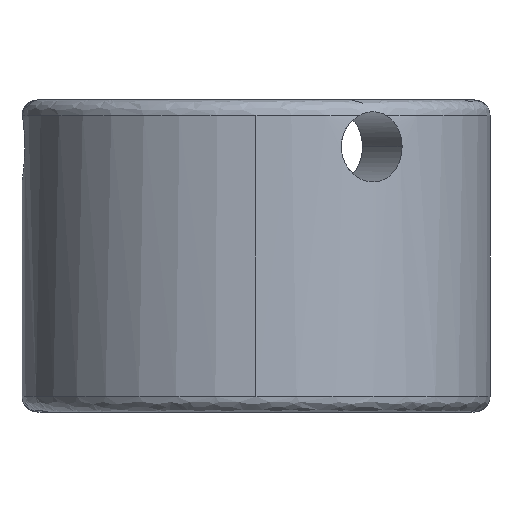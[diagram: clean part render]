
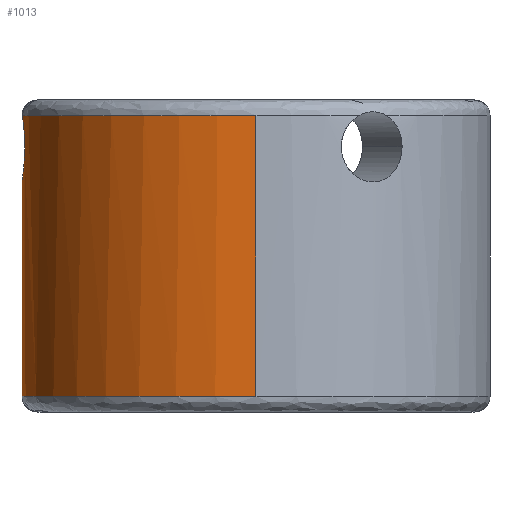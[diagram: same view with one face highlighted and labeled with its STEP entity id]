
A CAD part, left-side view. The second image highlights one B-rep face of the part: STEP entity #1013.
In plain terms, the highlighted cylindrical face has radius 15 mm (diameter 30 mm), a partial arc.
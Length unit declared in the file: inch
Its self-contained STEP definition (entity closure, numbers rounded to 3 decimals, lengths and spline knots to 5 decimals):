
#5 = CARTESIAN_POINT ( 'NONE',  ( 0., 0.59055, 0.03937 ) ) ;
#7 = CARTESIAN_POINT ( 'NONE',  ( -0.07047, 0.58634, -0.1721 ) ) ;
#62 = CARTESIAN_POINT ( 'NONE',  ( -0.08858, 0.58387, -0.11811 ) ) ;
#65 = CARTESIAN_POINT ( 'NONE',  ( -0.06623, 0.58686, -0.05873 ) ) ;
#70 = VECTOR ( 'NONE', #821, 39.37008 ) ;
#90 = CARTESIAN_POINT ( 'NONE',  ( -0.07689, 0.58553, -0.16248 ) ) ;
#94 = DIRECTION ( 'NONE',  ( 0., 0., -1. ) ) ;
#98 = B_SPLINE_CURVE_WITH_KNOTS ( 'NONE', 3,
 ( #432, #513, #173, #65, #992, #353, #255, #424, #727, #156 ),
 .UNSPECIFIED., .F., .F.,
 ( 4, 2, 2, 2, 4 ),
 ( 0., 0.00061, 0.00123, 0.00184, 0.00245 ),
 .UNSPECIFIED. ) ;
#100 = DIRECTION ( 'NONE',  ( 0., 0., 1. ) ) ;
#153 = CIRCLE ( 'NONE', #1094, 0.59055 ) ;
#156 = CARTESIAN_POINT ( 'NONE',  ( -0.08858, 0.58387, -0.11811 ) ) ;
#173 = CARTESIAN_POINT ( 'NONE',  ( -0.0544, 0.58807, -0.04773 ) ) ;
#182 = CARTESIAN_POINT ( 'NONE',  ( -0.06673, 0.58678, -0.17665 ) ) ;
#204 = CARTESIAN_POINT ( 'NONE',  ( 0., 0.59055, -0.20669 ) ) ;
#255 = CARTESIAN_POINT ( 'NONE',  ( -0.08308, 0.58468, -0.08635 ) ) ;
#258 = CARTESIAN_POINT ( 'NONE',  ( -0.59055, 0., -0.03937 ) ) ;
#274 = B_SPLINE_CURVE_WITH_KNOTS ( 'NONE', 3,
 ( #847, #853, #1119, #1212, #649, #826, #90, #7, #182, #1046, #382, #642, #294, #204 ),
 .UNSPECIFIED., .F., .F.,
 ( 4, 2, 2, 2, 2, 2, 4 ),
 ( 0., 0.00044, 0.00088, 0.00132, 0.00176, 0.00264, 0.00352 ),
 .UNSPECIFIED. ) ;
#287 = ORIENTED_EDGE ( 'NONE', *, *, #516, .T. ) ;
#294 = CARTESIAN_POINT ( 'NONE',  ( -0.01172, 0.59055, -0.20669 ) ) ;
#313 = VERTEX_POINT ( 'NONE', #806 ) ;
#319 = ORIENTED_EDGE ( 'NONE', *, *, #1120, .T. ) ;
#353 = CARTESIAN_POINT ( 'NONE',  ( -0.07978, 0.58515, -0.07879 ) ) ;
#382 = CARTESIAN_POINT ( 'NONE',  ( -0.04465, 0.58896, -0.19548 ) ) ;
#417 = CARTESIAN_POINT ( 'NONE',  ( -0.59055, 0., -0.74803 ) ) ;
#424 = CARTESIAN_POINT ( 'NONE',  ( -0.08745, 0.58405, -0.10184 ) ) ;
#428 = LINE ( 'NONE', #914, #70 ) ;
#432 = CARTESIAN_POINT ( 'NONE',  ( -0.04058, 0.58916, -0.03937 ) ) ;
#460 = DIRECTION ( 'NONE',  ( -1., 0., 0. ) ) ;
#481 = VERTEX_POINT ( 'NONE', #1157 ) ;
#489 = DIRECTION ( 'NONE',  ( -1., 0., 0. ) ) ;
#499 = CIRCLE ( 'NONE', #797, 0.59055 ) ;
#503 = DIRECTION ( 'NONE',  ( 0., 0., -1. ) ) ;
#513 = CARTESIAN_POINT ( 'NONE',  ( -0.04783, 0.58866, -0.04311 ) ) ;
#516 = EDGE_CURVE ( 'NONE', #1005, #481, #153, .T. ) ;
#550 = VERTEX_POINT ( 'NONE', #688 ) ;
#601 = ORIENTED_EDGE ( 'NONE', *, *, #994, .F. ) ;
#607 = EDGE_CURVE ( 'NONE', #1005, #896, #428, .T. ) ;
#614 = EDGE_CURVE ( 'NONE', #481, #911, #98, .T. ) ;
#631 = FACE_OUTER_BOUND ( 'NONE', #906, .T. ) ;
#642 = CARTESIAN_POINT ( 'NONE',  ( -0.02335, 0.59019, -0.20433 ) ) ;
#649 = CARTESIAN_POINT ( 'NONE',  ( -0.08405, 0.58454, -0.14668 ) ) ;
#658 = LINE ( 'NONE', #5, #886 ) ;
#688 = CARTESIAN_POINT ( 'NONE',  ( 0., 0.59055, -0.74803 ) ) ;
#727 = CARTESIAN_POINT ( 'NONE',  ( -0.08858, 0.58387, -0.10994 ) ) ;
#739 = EDGE_CURVE ( 'NONE', #911, #313, #274, .T. ) ;
#744 = DIRECTION ( 'NONE',  ( 0., 0., 1. ) ) ;
#756 = ORIENTED_EDGE ( 'NONE', *, *, #739, .T. ) ;
#797 = AXIS2_PLACEMENT_3D ( 'NONE', #948, #100, #1016 ) ;
#806 = CARTESIAN_POINT ( 'NONE',  ( 0., 0.59055, -0.20669 ) ) ;
#821 = DIRECTION ( 'NONE',  ( 0., 0., -1. ) ) ;
#826 = CARTESIAN_POINT ( 'NONE',  ( -0.07961, 0.58517, -0.1574 ) ) ;
#847 = CARTESIAN_POINT ( 'NONE',  ( -0.08858, 0.58387, -0.11811 ) ) ;
#853 = CARTESIAN_POINT ( 'NONE',  ( -0.08858, 0.58387, -0.12397 ) ) ;
#859 = ORIENTED_EDGE ( 'NONE', *, *, #607, .F. ) ;
#870 = CARTESIAN_POINT ( 'NONE',  ( 0., 0., -0.03937 ) ) ;
#876 = ORIENTED_EDGE ( 'NONE', *, *, #614, .T. ) ;
#886 = VECTOR ( 'NONE', #744, 39.37008 ) ;
#896 = VERTEX_POINT ( 'NONE', #417 ) ;
#906 = EDGE_LOOP ( 'NONE', ( #859, #287, #876, #756, #601, #319 ) ) ;
#911 = VERTEX_POINT ( 'NONE', #62 ) ;
#914 = CARTESIAN_POINT ( 'NONE',  ( -0.59055, 0., 0.03937 ) ) ;
#922 = AXIS2_PLACEMENT_3D ( 'NONE', #943, #94, #460 ) ;
#932 = CYLINDRICAL_SURFACE ( 'NONE', #922, 0.59055 ) ;
#943 = CARTESIAN_POINT ( 'NONE',  ( 0., 0., 0.03937 ) ) ;
#948 = CARTESIAN_POINT ( 'NONE',  ( 0., 0., -0.74803 ) ) ;
#992 = CARTESIAN_POINT ( 'NONE',  ( -0.0714, 0.58623, -0.06507 ) ) ;
#994 = EDGE_CURVE ( 'NONE', #550, #313, #658, .T. ) ;
#1005 = VERTEX_POINT ( 'NONE', #258 ) ;
#1013 = ADVANCED_FACE ( 'NONE', ( #631 ), #932, .T. ) ;
#1016 = DIRECTION ( 'NONE',  ( -1., 0., 0. ) ) ;
#1046 = CARTESIAN_POINT ( 'NONE',  ( -0.05451, 0.58809, -0.18888 ) ) ;
#1094 = AXIS2_PLACEMENT_3D ( 'NONE', #870, #503, #489 ) ;
#1119 = CARTESIAN_POINT ( 'NONE',  ( -0.08801, 0.58396, -0.12973 ) ) ;
#1120 = EDGE_CURVE ( 'NONE', #550, #896, #499, .T. ) ;
#1157 = CARTESIAN_POINT ( 'NONE',  ( -0.04058, 0.58916, -0.03937 ) ) ;
#1212 = CARTESIAN_POINT ( 'NONE',  ( -0.08575, 0.58429, -0.14105 ) ) ;
